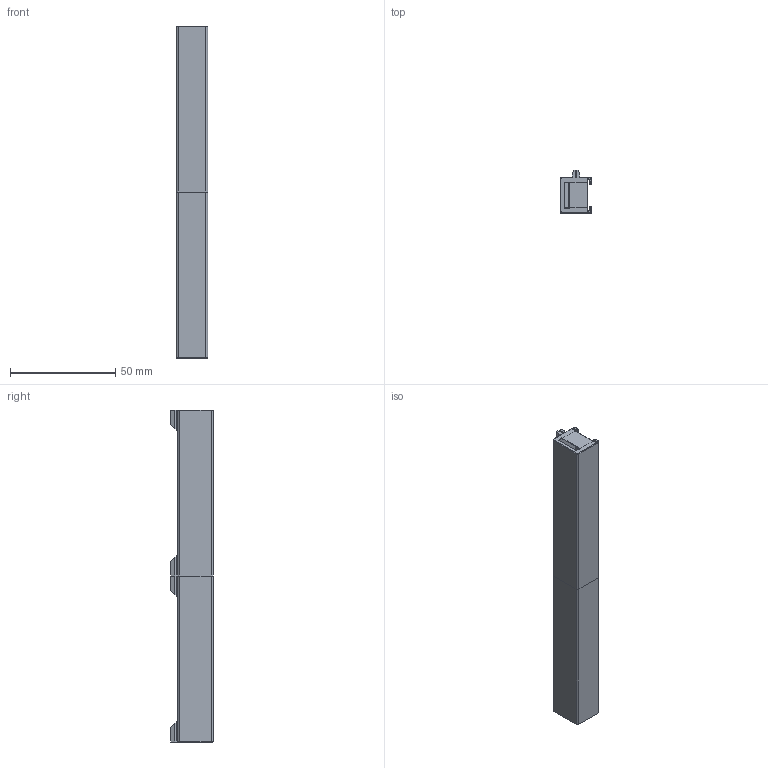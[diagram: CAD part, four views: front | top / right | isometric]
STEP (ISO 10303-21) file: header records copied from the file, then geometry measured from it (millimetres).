
FILE_DESCRIPTION(/* description */ (''),/* implementation_level */ '2;1');
FILE_NAME(/* name */ 'Rainbow_Matchstick_Mount.step',/* time_stamp */ '2022-09-19T21:51:30-07:00',/* author */ (''),/* organization */ (''),/* preprocessor_version */ 'ST-DEVELOPER v19',/* originating_system */ 'Autodesk Translation Framework v11.7.0.108',/* authorisation */ '');
FILE_SCHEMA (('AUTOMOTIVE_DESIGN { 1 0 10303 214 3 1 1 }'));
Length unit declared in the file: millimetre
Products named in the file (2): Rainbow_Matchstick_Mount; Clip
Assembly tree (1 placements, depth 2):
  Rainbow_Matchstick_Mount
    Clip
Bounding box: 15 x 20.25 x 158 mm (x, y, z)
Volume: 17315.3 mm3; surface area: 16402.1 mm2
Topology: 2 solids, 2 shells, 152 faces, 398 edges, 250 vertices
Faces by surface type: plane 132, cylinder 10, cone 10
Full cylindrical faces by diameter (mm): 4.7 x2
Entity records: 4604 total; most frequent: CARTESIAN_POINT 803, ORIENTED_EDGE 796, DIRECTION 738, EDGE_CURVE 398, LINE 368, VECTOR 368, VERTEX_POINT 250, AXIS2_PLACEMENT_3D 185
